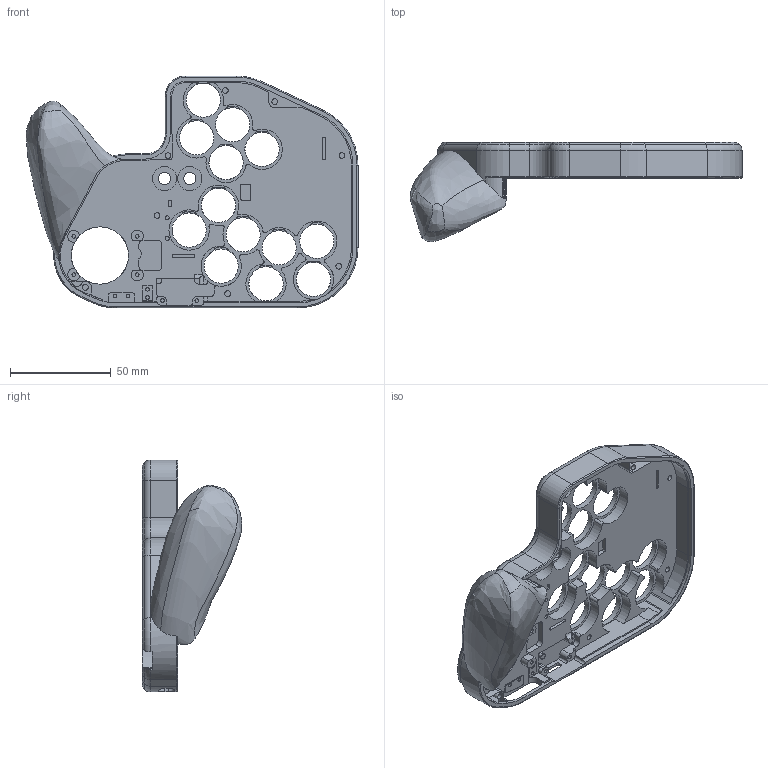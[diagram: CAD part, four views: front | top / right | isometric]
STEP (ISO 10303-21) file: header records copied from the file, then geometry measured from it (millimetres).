
FILE_DESCRIPTION(/* description */ (''),/* implementation_level */ '2;1');
FILE_NAME(/* name */ 'case.step',/* time_stamp */ '2023-11-24T08:46:14-05:00',/* author */ (''),/* organization */ (''),/* preprocessor_version */ 'ST-DEVELOPER v20',/* originating_system */ 'Autodesk Translation Framework v12.14.0.127',/* authorisation */ '');
FILE_SCHEMA (('AUTOMOTIVE_DESIGN { 1 0 10303 214 3 1 1 }'));
Length unit declared in the file: millimetre
Products named in the file (2): Tadpole Case Small Buttons; Case
Assembly tree (1 placements, depth 2):
  Tadpole Case Small Buttons
    Case
Bounding box: 164.69 x 49.51 x 115 mm (x, y, z)
Volume: 124640.5 mm3; surface area: 45992.5 mm2
Topology: 1 solids, 1 shells, 463 faces, 1234 edges, 807 vertices
Faces by surface type: cylinder 230, plane 198, torus 17, cone 9, bspline 9
Full cylindrical faces by diameter (mm): 1.8 x10, 2 x2, 2.8 x8, 5.3 x8, 6 x2, 12 x2, 17 x13, 28.4 x1
Entity records: 15889 total; most frequent: CARTESIAN_POINT 3844, DIRECTION 2620, ORIENTED_EDGE 2466, EDGE_CURVE 1233, AXIS2_PLACEMENT_3D 982, VERTEX_POINT 807, LINE 656, VECTOR 656
